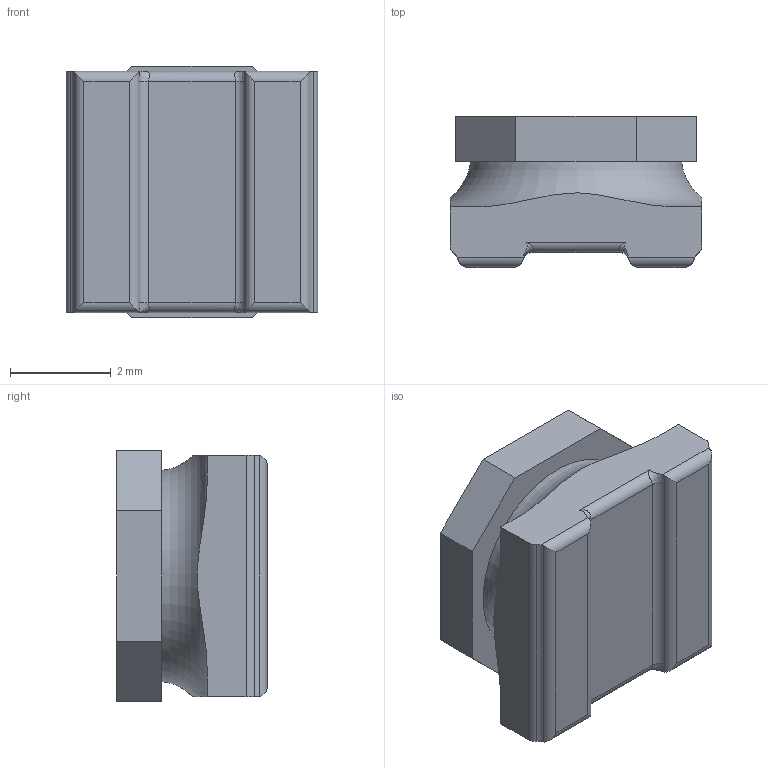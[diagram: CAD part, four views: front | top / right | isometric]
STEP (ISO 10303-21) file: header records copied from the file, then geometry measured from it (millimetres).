
FILE_DESCRIPTION(/* description */ (''),/* implementation_level */ '2;1');
FILE_NAME(/* name */ 'NRS5030.stp',/* time_stamp */ '2019-09-12T19:05:09+02:00',/* author */ ('sawaiz'),/* organization */ (''),/* preprocessor_version */ 'ST-DEVELOPER v18',/* originating_system */ 'Autodesk Inventor 2020',/* authorisation */ '');
FILE_SCHEMA (('AUTOMOTIVE_DESIGN { 1 0 10303 214 3 1 1 }'));
Length unit declared in the file: millimetre
Products named in the file (1): NRS5030
Bounding box: 5 x 3 x 5 mm (x, y, z)
Volume: 59.4 mm3; surface area: 106.6 mm2
Topology: 1 solids, 1 shells, 42 faces, 114 edges, 75 vertices
Faces by surface type: plane 21, cylinder 16, bspline 4, torus 1
Entity records: 1685 total; most frequent: CARTESIAN_POINT 556, ORIENTED_EDGE 228, DIRECTION 196, EDGE_CURVE 114, VERTEX_POINT 75, AXIS2_PLACEMENT_3D 67, LINE 62, VECTOR 62
